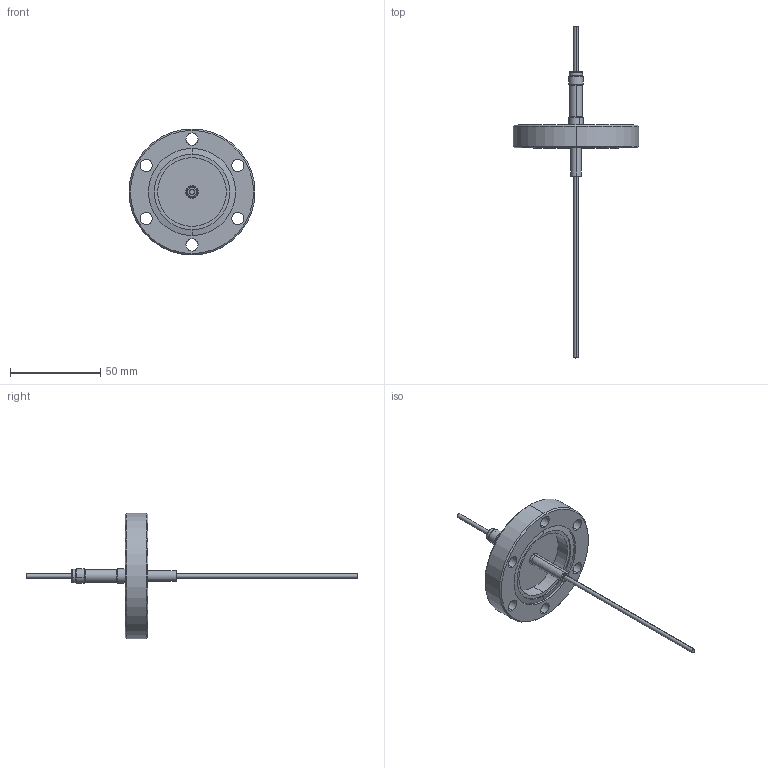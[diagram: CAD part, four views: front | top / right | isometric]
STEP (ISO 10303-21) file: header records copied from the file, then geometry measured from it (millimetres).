
FILE_DESCRIPTION (( 'STEP AP203' ), '1' );
FILE_NAME ('A0043-11-CF.STEP', '2013-06-10T12:21:42', ( '' ), ( '' ), 'SwSTEP 2.0', 'SolidWorks 2012', '' );
FILE_SCHEMA (( 'CONFIG_CONTROL_DESIGN' ));
Length unit declared in the file: inch
Products named in the file (1): A0043-11-CF
Bounding box: 69.85 x 184.15 x 69.85 mm (x, y, z)
Volume: 37603.9 mm3; surface area: 15893.4 mm2
Topology: 1 solids, 1 shells, 90 faces, 196 edges, 118 vertices
Faces by surface type: cylinder 52, cone 20, plane 12, torus 6
Entity records: 2583 total; most frequent: DIRECTION 502, CARTESIAN_POINT 405, ORIENTED_EDGE 392, AXIS2_PLACEMENT_3D 215, EDGE_CURVE 196, CIRCLE 124, VERTEX_POINT 118, EDGE_LOOP 112
